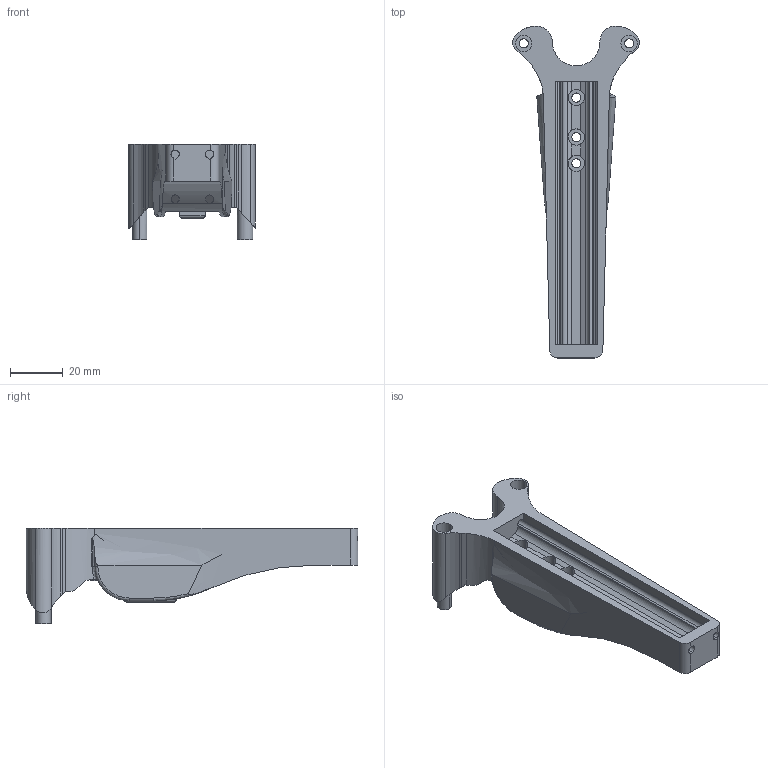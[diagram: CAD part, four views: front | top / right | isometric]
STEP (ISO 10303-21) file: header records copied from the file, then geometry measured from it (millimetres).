
FILE_DESCRIPTION (( 'STEP AP203' ), '1' );
FILE_NAME ('V bracket upgrade.STEP', '2025-03-11T15:24:23', ( 'wosdadmin' ), ( '' ), 'SwSTEP 2.0', 'SolidWorks 2025', '' );
FILE_SCHEMA (( 'CONFIG_CONTROL_DESIGN' ));
Length unit declared in the file: millimetre
Products named in the file (1): V bracket upgrade
Bounding box: 48.08 x 126.1 x 36.25 mm (x, y, z)
Volume: 47396.9 mm3; surface area: 18767.2 mm2
Topology: 1 solids, 1 shells, 164 faces, 447 edges, 289 vertices
Faces by surface type: cylinder 83, plane 64, bspline 11, torus 6
Entity records: 5806 total; most frequent: CARTESIAN_POINT 1771, ORIENTED_EDGE 894, DIRECTION 762, EDGE_CURVE 447, VERTEX_POINT 289, AXIS2_PLACEMENT_3D 274, VECTOR 214, LINE 214
